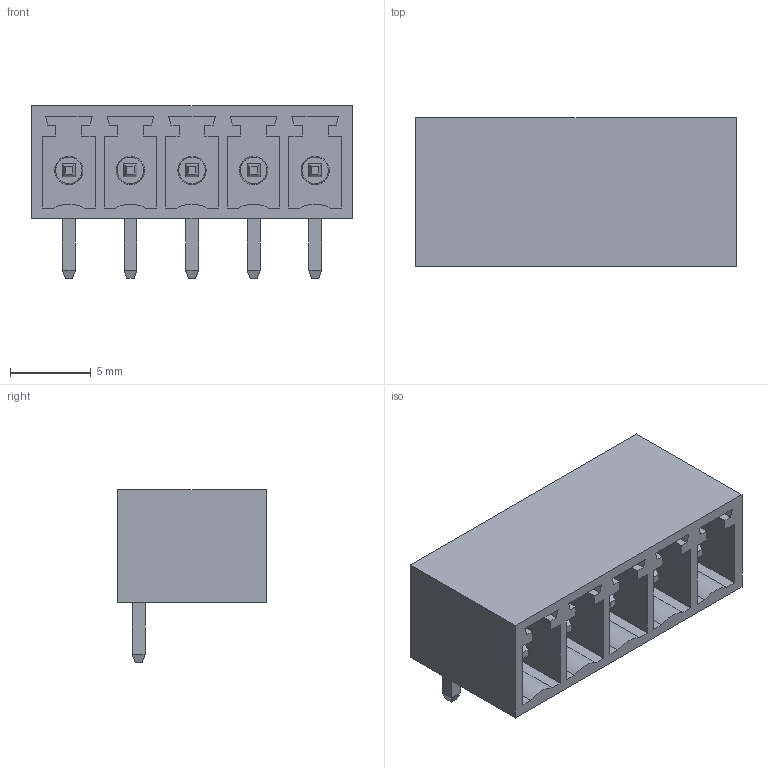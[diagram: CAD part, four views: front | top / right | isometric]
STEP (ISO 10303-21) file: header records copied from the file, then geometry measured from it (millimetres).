
FILE_DESCRIPTION (( 'STEP AP214' ), '1' );
FILE_NAME ('KF2EDGR-3.81-5P.STEP', '2023-09-29T12:23:29', ( '' ), ( '' ), 'SwSTEP 2.0', 'SolidWorks 2016', '' );
FILE_SCHEMA (( 'AUTOMOTIVE_DESIGN' ));
Length unit declared in the file: millimetre
Products named in the file (1): KF2EDGR-3.81-5P
Bounding box: 19.85 x 9.2 x 10.7 mm (x, y, z)
Volume: 729.1 mm3; surface area: 1636.1 mm2
Topology: 1 solids, 1 shells, 196 faces, 472 edges, 298 vertices
Faces by surface type: plane 171, cylinder 15, cone 10
Entity records: 7746 total; most frequent: CARTESIAN_POINT 967, ORIENTED_EDGE 944, DIRECTION 906, EDGE_CURVE 472, VECTOR 432, LINE 432, VERTEX_POINT 298, AXIS2_PLACEMENT_3D 237
